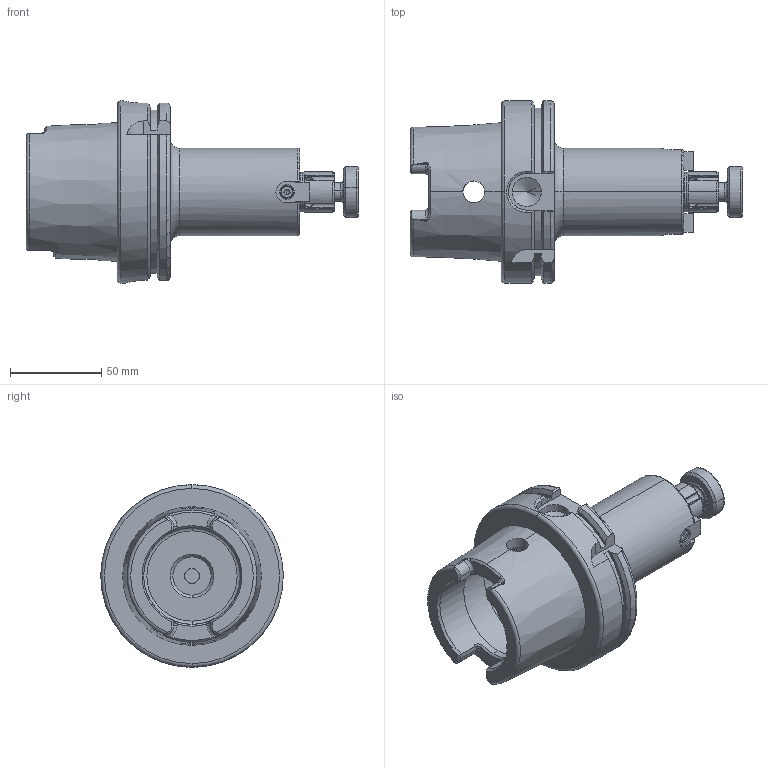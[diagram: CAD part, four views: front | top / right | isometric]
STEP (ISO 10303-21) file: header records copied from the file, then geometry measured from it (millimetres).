
FILE_DESCRIPTION (( 'STEP AP203' ), '1' );
FILE_NAME ('HSKA100 SMS22 100TC B2.5G.STEP', '2013-09-15T07:05:43', ( '' ), ( '' ), 'SwSTEP 2.0', 'SolidWorks 2009', '' );
FILE_SCHEMA (( 'CONFIG_CONTROL_DESIGN' ));
Length unit declared in the file: millimetre
Products named in the file (7): HSKA100 SMS22 100TC B2.5G; FT KEY 10 22; M4X10_DIN 912 M4 x 10 --- 10N; CCS-M10-22; CCS-M10-22-1; CCS-M10-22-2
Assembly tree (8 placements, depth 3):
  HSKA100 SMS22 100TC B2.5G
    M4X10_DIN 912 M4 x 10 --- 10N  x2
    FT KEY 10 22  x2
    HSKA100 SMS22 100TC B2.5G
    CCS-M10-22
      CCS-M10-22-2
      CCS-M10-22-1
Bounding box: 182 x 100 x 100 mm (x, y, z)
Volume: 390302.2 mm3; surface area: 70944.4 mm2
Topology: 7 solids, 7 shells, 360 faces, 892 edges, 545 vertices
Faces by surface type: plane 136, cylinder 98, cone 56, torus 45, bspline 17, sphere 8
Entity records: 12384 total; most frequent: CARTESIAN_POINT 4234, ORIENTED_EDGE 1578, DIRECTION 1500, EDGE_CURVE 789, AXIS2_PLACEMENT_3D 593, VERTEX_POINT 486, EDGE_LOOP 343, ADVANCED_FACE 317
